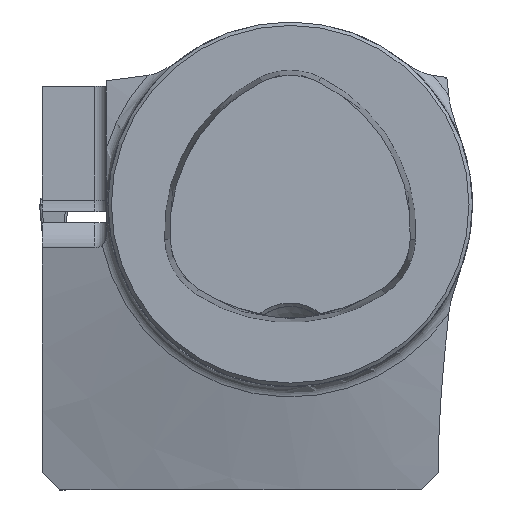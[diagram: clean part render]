
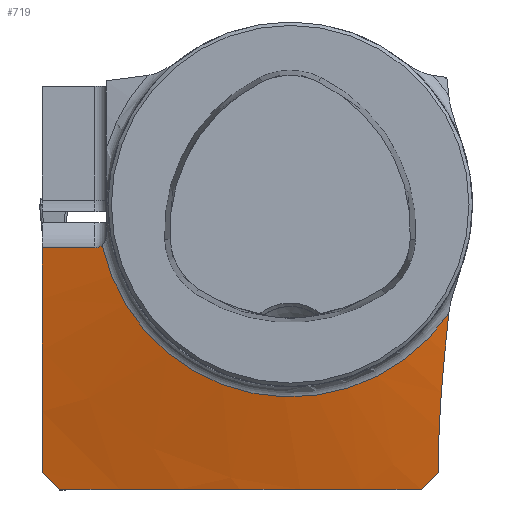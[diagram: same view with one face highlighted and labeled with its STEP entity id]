
A CAD part, top view. The second image highlights one B-rep face of the part: STEP entity #719.
In plain terms, the highlighted conical face has half-angle 75 degrees and reference radius 16 mm.
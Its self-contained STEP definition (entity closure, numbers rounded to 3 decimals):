
#719=ADVANCED_FACE('FP_RR_SU1',(#894),#882,.T.);
#882=CONICAL_SURFACE('',#3002,16.,75.);
#894=FACE_OUTER_BOUND('',#1054,.T.);
#1054=EDGE_LOOP('',(#1299,#1300,#1301,#1302,#1303,#1304,#1305,#1306,#1307));
#1224=CIRCLE('',#3001,16.889);
#1299=ORIENTED_EDGE('',*,*,#2422,.F.);
#1300=ORIENTED_EDGE('',*,*,#2423,.T.);
#1301=ORIENTED_EDGE('',*,*,#2424,.T.);
#1302=ORIENTED_EDGE('',*,*,#2425,.F.);
#1303=ORIENTED_EDGE('',*,*,#2426,.T.);
#1304=ORIENTED_EDGE('',*,*,#2427,.F.);
#1305=ORIENTED_EDGE('',*,*,#2428,.F.);
#1306=ORIENTED_EDGE('',*,*,#2429,.F.);
#1307=ORIENTED_EDGE('',*,*,#2430,.T.);
#2149=VERTEX_POINT('',#3929);
#2150=VERTEX_POINT('',#3930);
#2151=VERTEX_POINT('',#3935);
#2152=VERTEX_POINT('',#3940);
#2153=VERTEX_POINT('',#3945);
#2154=VERTEX_POINT('',#3947);
#2155=VERTEX_POINT('',#3955);
#2156=VERTEX_POINT('',#3963);
#2157=VERTEX_POINT('',#3968);
#2422=EDGE_CURVE('',#2149,#2150,#2847,.T.);
#2423=EDGE_CURVE('',#2149,#2151,#2848,.T.);
#2424=EDGE_CURVE('',#2151,#2152,#2849,.T.);
#2425=EDGE_CURVE('',#2153,#2152,#2850,.T.);
#2426=EDGE_CURVE('',#2153,#2154,#1224,.T.);
#2427=EDGE_CURVE('',#2155,#2154,#2851,.T.);
#2428=EDGE_CURVE('',#2156,#2155,#2852,.T.);
#2429=EDGE_CURVE('',#2157,#2156,#2853,.T.);
#2430=EDGE_CURVE('',#2157,#2150,#2854,.T.);
#2847=B_SPLINE_CURVE_WITH_KNOTS('',3,(#3923,#3924,#3925,#3926,#3927,#3928),
 .UNSPECIFIED.,.F.,.F.,(4,2,4),(0.,0.5,1.),.UNSPECIFIED.);
#2848=B_SPLINE_CURVE_WITH_KNOTS('',3,(#3931,#3932,#3933,#3934),
 .UNSPECIFIED.,.F.,.F.,(4,4),(0.,1.),.UNSPECIFIED.);
#2849=B_SPLINE_CURVE_WITH_KNOTS('',3,(#3936,#3937,#3938,#3939),
 .UNSPECIFIED.,.F.,.F.,(4,4),(0.,1.),.UNSPECIFIED.);
#2850=B_SPLINE_CURVE_WITH_KNOTS('',3,(#3941,#3942,#3943,#3944),
 .UNSPECIFIED.,.F.,.F.,(4,4),(0.,1.),.UNSPECIFIED.);
#2851=B_SPLINE_CURVE_WITH_KNOTS('',3,(#3948,#3949,#3950,#3951,#3952,#3953,
#3954),.UNSPECIFIED.,.F.,.F.,(4,3,4),(0.,0.501,1.),
 .UNSPECIFIED.);
#2852=B_SPLINE_CURVE_WITH_KNOTS('',3,(#3956,#3957,#3958,#3959,#3960,#3961,
#3962),.UNSPECIFIED.,.F.,.F.,(4,3,4),(0.,0.844,1.),
 .UNSPECIFIED.);
#2853=B_SPLINE_CURVE_WITH_KNOTS('',3,(#3964,#3965,#3966,#3967),
 .UNSPECIFIED.,.F.,.F.,(4,4),(0.,1.),.UNSPECIFIED.);
#2854=B_SPLINE_CURVE_WITH_KNOTS('',3,(#3969,#3970,#3971,#3972),
 .UNSPECIFIED.,.F.,.F.,(4,4),(0.,1.),.UNSPECIFIED.);
#3001=AXIS2_PLACEMENT_3D('',#3946,#3242,#3243);
#3002=AXIS2_PLACEMENT_3D('',#3973,#3244,#3245);
#3242=DIRECTION('',(0.,0.,-1.));
#3243=DIRECTION('',(1.,0.,0.));
#3244=DIRECTION('',(0.,0.,-1.));
#3245=DIRECTION('',(-1.,0.,0.));
#3923=CARTESIAN_POINT('',(11.5,-25.,-19.286));
#3924=CARTESIAN_POINT('',(6.193,-25.,-18.692));
#3925=CARTESIAN_POINT('',(0.873,-25.,-18.469));
#3926=CARTESIAN_POINT('',(-9.71,-25.,-18.962));
#3927=CARTESIAN_POINT('',(-14.996,-25.,-19.647));
#3928=CARTESIAN_POINT('',(-20.25,-25.,-20.533));
#3929=CARTESIAN_POINT('',(11.5,-25.,-19.286));
#3930=CARTESIAN_POINT('',(-20.25,-25.,-20.533));
#3931=CARTESIAN_POINT('',(11.5,-25.,-19.286));
#3932=CARTESIAN_POINT('',(12.,-24.5,-19.221));
#3933=CARTESIAN_POINT('',(12.5,-24.,-19.161));
#3934=CARTESIAN_POINT('',(13.,-23.5,-19.109));
#3935=CARTESIAN_POINT('',(13.,-23.5,-19.109));
#3936=CARTESIAN_POINT('',(13.,-23.5,-19.109));
#3937=CARTESIAN_POINT('',(13.,-23.333,-19.07));
#3938=CARTESIAN_POINT('',(13.,-23.165,-19.03));
#3939=CARTESIAN_POINT('',(13.,-22.998,-18.991));
#3940=CARTESIAN_POINT('',(13.,-22.998,-18.991));
#3941=CARTESIAN_POINT('',(13.921,-9.564,-16.438));
#3942=CARTESIAN_POINT('',(13.441,-14.075,-17.017));
#3943=CARTESIAN_POINT('',(13.,-18.543,-17.952));
#3944=CARTESIAN_POINT('',(13.,-22.998,-18.991));
#3945=CARTESIAN_POINT('',(13.921,-9.564,-16.438));
#3946=CARTESIAN_POINT('',(0.,0.,-16.438));
#3947=CARTESIAN_POINT('',(-16.508,-3.567,-16.438));
#3948=CARTESIAN_POINT('',(-17.15,-3.8,-16.62));
#3949=CARTESIAN_POINT('',(-17.034,-3.8,-16.589));
#3950=CARTESIAN_POINT('',(-16.917,-3.779,-16.558));
#3951=CARTESIAN_POINT('',(-16.809,-3.74,-16.527));
#3952=CARTESIAN_POINT('',(-16.7,-3.701,-16.496));
#3953=CARTESIAN_POINT('',(-16.597,-3.641,-16.466));
#3954=CARTESIAN_POINT('',(-16.508,-3.567,-16.438));
#3955=CARTESIAN_POINT('',(-17.15,-3.8,-16.62));
#3956=CARTESIAN_POINT('',(-21.75,-3.8,-17.829));
#3957=CARTESIAN_POINT('',(-20.456,-3.8,-17.488));
#3958=CARTESIAN_POINT('',(-19.162,-3.8,-17.147));
#3959=CARTESIAN_POINT('',(-17.868,-3.8,-16.808));
#3960=CARTESIAN_POINT('',(-17.629,-3.8,-16.745));
#3961=CARTESIAN_POINT('',(-17.389,-3.8,-16.682));
#3962=CARTESIAN_POINT('',(-17.15,-3.8,-16.62));
#3963=CARTESIAN_POINT('',(-21.75,-3.8,-17.829));
#3964=CARTESIAN_POINT('',(-21.75,-23.5,-20.493));
#3965=CARTESIAN_POINT('',(-21.75,-16.989,-19.212));
#3966=CARTESIAN_POINT('',(-21.75,-10.448,-18.136));
#3967=CARTESIAN_POINT('',(-21.75,-3.8,-17.829));
#3968=CARTESIAN_POINT('',(-21.75,-23.5,-20.493));
#3969=CARTESIAN_POINT('',(-21.75,-23.5,-20.493));
#3970=CARTESIAN_POINT('',(-21.25,-24.,-20.5));
#3971=CARTESIAN_POINT('',(-20.75,-24.5,-20.514));
#3972=CARTESIAN_POINT('',(-20.25,-25.,-20.533));
#3973=CARTESIAN_POINT('',(0.,0.,-16.2));
